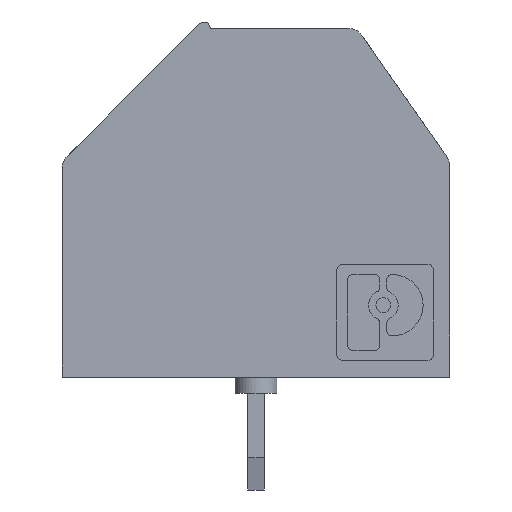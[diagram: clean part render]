
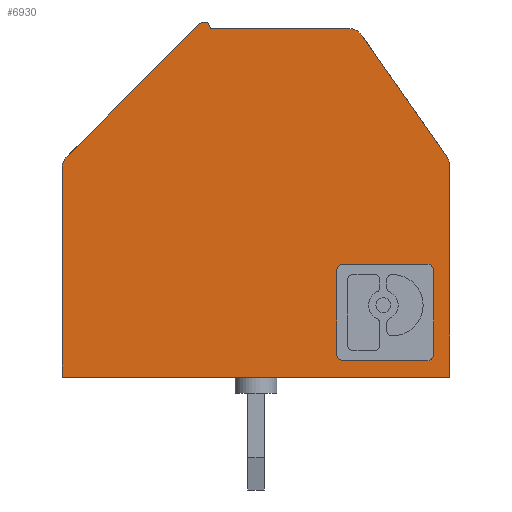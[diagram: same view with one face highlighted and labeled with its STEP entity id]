
A CAD part, left-side view. The second image highlights one B-rep face of the part: STEP entity #6930.
In plain terms, the highlighted face is planar.
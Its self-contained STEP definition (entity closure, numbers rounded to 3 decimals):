
#1050=CARTESIAN_POINT('',(40.692,14.838,-13.2));
#1060=DIRECTION('',(0.574,0.819,0.));
#1070=VECTOR('',#1060,1.);
#1080=LINE('',#1050,#1070);
#1090=CARTESIAN_POINT('',(40.692,14.838,-13.2));
#1100=VERTEX_POINT('',#1090);
#1110=CARTESIAN_POINT('',(43.323,18.596,-13.2));
#1120=VERTEX_POINT('',#1110);
#1130=EDGE_CURVE('',#1100,#1120,#1080,.T.);
#1880=CARTESIAN_POINT('',(41.101,14.551,-13.2));
#1890=DIRECTION('',(0.,0.,-1.));
#1900=DIRECTION('',(-1.,0.,0.));
#1910=AXIS2_PLACEMENT_3D('',#1880,#1890,#1900);
#1920=CIRCLE('',#1910,0.5);
#1930=CARTESIAN_POINT('',(40.601,14.551,-13.2));
#1940=VERTEX_POINT('',#1930);
#1950=EDGE_CURVE('',#1940,#1100,#1920,.T.);
#2200=CARTESIAN_POINT('',(40.601,8.009,-13.2));
#2210=DIRECTION('',(0.,1.,0.));
#2220=VECTOR('',#2210,1.);
#2230=LINE('',#2200,#2220);
#2240=CARTESIAN_POINT('',(40.601,8.009,-13.2));
#2250=VERTEX_POINT('',#2240);
#2260=EDGE_CURVE('',#2250,#1940,#2230,.T.);
#2560=CARTESIAN_POINT('',(52.601,8.009,-13.2));
#2570=VERTEX_POINT('',#2560);
#2600=CARTESIAN_POINT('',(52.601,8.009,-13.2));
#2610=DIRECTION('',(-1.,0.,0.));
#2620=VECTOR('',#2610,1.);
#2630=LINE('',#2600,#2620);
#2640=EDGE_CURVE('',#2570,#2250,#2630,.T.);
#3270=CARTESIAN_POINT('',(52.601,14.502,-13.2));
#3280=DIRECTION('',(0.,-1.,0.));
#3290=VECTOR('',#3280,1.);
#3300=LINE('',#3270,#3290);
#3310=CARTESIAN_POINT('',(52.601,14.502,-13.2));
#3320=VERTEX_POINT('',#3310);
#3330=EDGE_CURVE('',#3320,#2570,#3300,.T.);
#3630=CARTESIAN_POINT('',(52.455,14.855,-13.2));
#3640=VERTEX_POINT('',#3630);
#3670=CARTESIAN_POINT('',(52.101,14.502,-13.2));
#3680=DIRECTION('',(0.,0.,-1.));
#3690=DIRECTION('',(0.707,0.707,0.));
#3700=AXIS2_PLACEMENT_3D('',#3670,#3680,#3690);
#3710=CIRCLE('',#3700,0.5);
#3720=EDGE_CURVE('',#3640,#3320,#3710,.T.);
#3900=CARTESIAN_POINT('',(48.36,18.95,-13.2));
#3910=DIRECTION('',(0.707,-0.707,0.));
#3920=VECTOR('',#3910,1.);
#3930=LINE('',#3900,#3920);
#3940=CARTESIAN_POINT('',(48.36,18.95,-13.2));
#3950=VERTEX_POINT('',#3940);
#3960=EDGE_CURVE('',#3950,#3640,#3930,.T.);
#5280=CARTESIAN_POINT('',(48.019,18.809,-13.2));
#5290=VERTEX_POINT('',#5280);
#5320=CARTESIAN_POINT('',(48.219,18.809,-13.2));
#5330=DIRECTION('',(0.,0.,-1.));
#5340=DIRECTION('',(-1.,0.,0.));
#5350=AXIS2_PLACEMENT_3D('',#5320,#5330,#5340);
#5360=CIRCLE('',#5350,0.2);
#5370=EDGE_CURVE('',#5290,#3950,#5360,.T.);
#5550=CARTESIAN_POINT('',(43.733,18.809,-13.2));
#5560=DIRECTION('',(1.,0.,0.));
#5570=VECTOR('',#5560,1.);
#5580=LINE('',#5550,#5570);
#5590=CARTESIAN_POINT('',(43.733,18.809,-13.2));
#5600=VERTEX_POINT('',#5590);
#5610=EDGE_CURVE('',#5600,#5290,#5580,.T.);
#5860=CARTESIAN_POINT('',(43.733,18.309,-13.2));
#5870=DIRECTION('',(0.,0.,-1.));
#5880=DIRECTION('',(-0.819,0.574,0.));
#5890=AXIS2_PLACEMENT_3D('',#5860,#5870,#5880);
#5900=CIRCLE('',#5890,0.5);
#5910=EDGE_CURVE('',#1120,#5600,#5900,.T.);
#6060=CARTESIAN_POINT('',(0.,0.,-13.2));
#6070=DIRECTION('',(0.,0.,1.));
#6080=DIRECTION('',(1.,0.,0.));
#6090=AXIS2_PLACEMENT_3D('',#6060,#6070,#6080);
#6100=PLANE('',#6090);
#6110=ORIENTED_EDGE('',*,*,#1950,.T.);
#6120=ORIENTED_EDGE('',*,*,#2260,.T.);
#6130=ORIENTED_EDGE('',*,*,#2640,.T.);
#6140=ORIENTED_EDGE('',*,*,#3330,.T.);
#6150=ORIENTED_EDGE('',*,*,#3720,.T.);
#6160=ORIENTED_EDGE('',*,*,#3960,.T.);
#6170=ORIENTED_EDGE('',*,*,#5370,.T.);
#6180=ORIENTED_EDGE('',*,*,#5610,.T.);
#6190=ORIENTED_EDGE('',*,*,#5910,.T.);
#6200=ORIENTED_EDGE('',*,*,#1130,.T.);
#6210=EDGE_LOOP('',(#6200,#6190,#6180,#6170,#6160,#6150,#6140,#6130,
#6120,#6110));
#6220=FACE_OUTER_BOUND('',#6210,.T.);
#6230=CARTESIAN_POINT('',(41.312,11.509,-13.2));
#6240=DIRECTION('',(1.,0.,0.));
#6250=VECTOR('',#6240,1.);
#6260=LINE('',#6230,#6250);
#6270=CARTESIAN_POINT('',(41.312,11.509,-13.2));
#6280=VERTEX_POINT('',#6270);
#6290=CARTESIAN_POINT('',(43.891,11.509,-13.2));
#6300=VERTEX_POINT('',#6290);
#6310=EDGE_CURVE('',#6280,#6300,#6260,.T.);
#6320=ORIENTED_EDGE('',*,*,#6310,.F.);
#6330=CARTESIAN_POINT('',(43.891,11.298,-13.2));
#6340=DIRECTION('',(0.,0.,1.));
#6350=DIRECTION('',(1.,0.,0.));
#6360=AXIS2_PLACEMENT_3D('',#6330,#6340,#6350);
#6370=CIRCLE('',#6360,0.211);
#6380=CARTESIAN_POINT('',(44.101,11.298,-13.2));
#6390=VERTEX_POINT('',#6380);
#6400=EDGE_CURVE('',#6390,#6300,#6370,.T.);
#6410=ORIENTED_EDGE('',*,*,#6400,.T.);
#6420=CARTESIAN_POINT('',(44.101,11.298,-13.2));
#6430=DIRECTION('',(0.,-1.,0.));
#6440=VECTOR('',#6430,1.);
#6450=LINE('',#6420,#6440);
#6460=CARTESIAN_POINT('',(44.101,8.72,-13.2));
#6470=VERTEX_POINT('',#6460);
#6480=EDGE_CURVE('',#6390,#6470,#6450,.T.);
#6490=ORIENTED_EDGE('',*,*,#6480,.F.);
#6500=CARTESIAN_POINT('',(43.891,8.72,-13.2));
#6510=DIRECTION('',(0.,0.,1.));
#6520=DIRECTION('',(0.,-1.,0.));
#6530=AXIS2_PLACEMENT_3D('',#6500,#6510,#6520);
#6540=CIRCLE('',#6530,0.211);
#6550=CARTESIAN_POINT('',(43.891,8.509,-13.2));
#6560=VERTEX_POINT('',#6550);
#6570=EDGE_CURVE('',#6560,#6470,#6540,.T.);
#6580=ORIENTED_EDGE('',*,*,#6570,.T.);
#6590=CARTESIAN_POINT('',(41.312,8.509,-13.2));
#6600=DIRECTION('',(1.,0.,0.));
#6610=VECTOR('',#6600,1.);
#6620=LINE('',#6590,#6610);
#6630=CARTESIAN_POINT('',(41.312,8.509,-13.2));
#6640=VERTEX_POINT('',#6630);
#6650=EDGE_CURVE('',#6640,#6560,#6620,.T.);
#6660=ORIENTED_EDGE('',*,*,#6650,.T.);
#6670=CARTESIAN_POINT('',(41.312,8.72,-13.2));
#6680=DIRECTION('',(0.,0.,1.));
#6690=DIRECTION('',(-1.,0.,0.));
#6700=AXIS2_PLACEMENT_3D('',#6670,#6680,#6690);
#6710=CIRCLE('',#6700,0.211);
#6720=CARTESIAN_POINT('',(41.101,8.72,-13.2));
#6730=VERTEX_POINT('',#6720);
#6740=EDGE_CURVE('',#6730,#6640,#6710,.T.);
#6750=ORIENTED_EDGE('',*,*,#6740,.T.);
#6760=CARTESIAN_POINT('',(41.101,8.72,-13.2));
#6770=DIRECTION('',(0.,1.,0.));
#6780=VECTOR('',#6770,1.);
#6790=LINE('',#6760,#6780);
#6800=CARTESIAN_POINT('',(41.101,11.298,-13.2));
#6810=VERTEX_POINT('',#6800);
#6820=EDGE_CURVE('',#6730,#6810,#6790,.T.);
#6830=ORIENTED_EDGE('',*,*,#6820,.F.);
#6840=CARTESIAN_POINT('',(41.312,11.298,-13.2));
#6850=DIRECTION('',(0.,0.,1.));
#6860=DIRECTION('',(0.,1.,0.));
#6870=AXIS2_PLACEMENT_3D('',#6840,#6850,#6860);
#6880=CIRCLE('',#6870,0.211);
#6890=EDGE_CURVE('',#6280,#6810,#6880,.T.);
#6900=ORIENTED_EDGE('',*,*,#6890,.T.);
#6910=EDGE_LOOP('',(#6900,#6830,#6750,#6660,#6580,#6490,#6410,#6320));
#6920=FACE_BOUND('',#6910,.T.);
#6930=ADVANCED_FACE('',(#6220,#6920),#6100,.F.);
